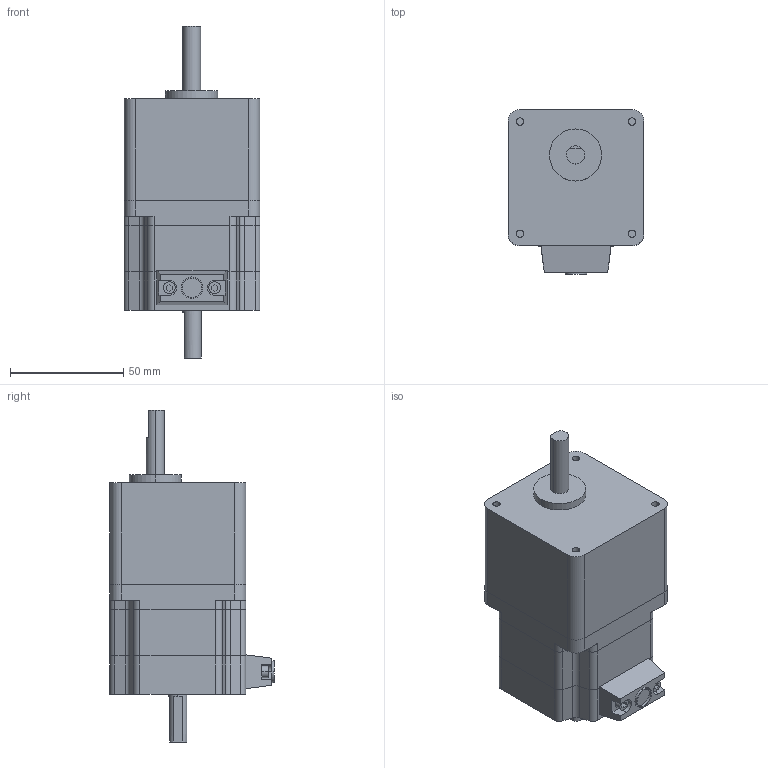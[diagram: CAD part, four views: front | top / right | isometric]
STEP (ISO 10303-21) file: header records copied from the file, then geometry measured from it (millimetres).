
FILE_DESCRIPTION (( 'STEP AP214' ), '1' );
FILE_NAME ('PF564TGXXBC.STEP', '2015-01-19T07:23:34', ( 'j' ), ( '' ), 'SwSTEP 2.0', 'SolidWorks 2011', '' );
FILE_SCHEMA (( 'AUTOMOTIVE_DESIGN' ));
Length unit declared in the file: millimetre
Products named in the file (1): PF564TGXXBC
Bounding box: 60 x 72.5 x 146.5 mm (x, y, z)
Volume: 329548.2 mm3; surface area: 53401.8 mm2
Topology: 5 solids, 5 shells, 206 faces, 519 edges, 346 vertices
Faces by surface type: plane 109, cylinder 97
Entity records: 6421 total; most frequent: DIRECTION 1137, CARTESIAN_POINT 1072, ORIENTED_EDGE 1038, EDGE_CURVE 519, AXIS2_PLACEMENT_3D 411, VERTEX_POINT 346, VECTOR 315, LINE 315
